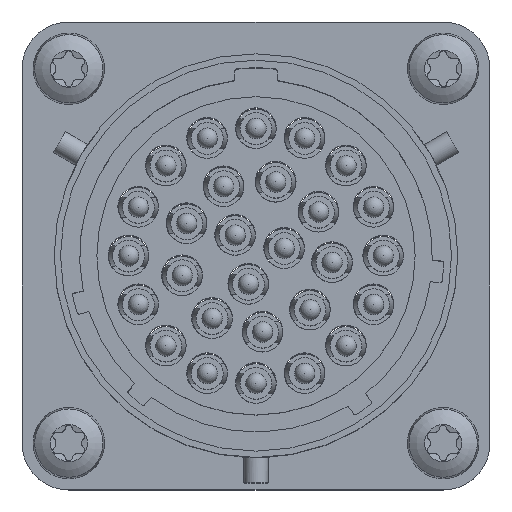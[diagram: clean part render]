
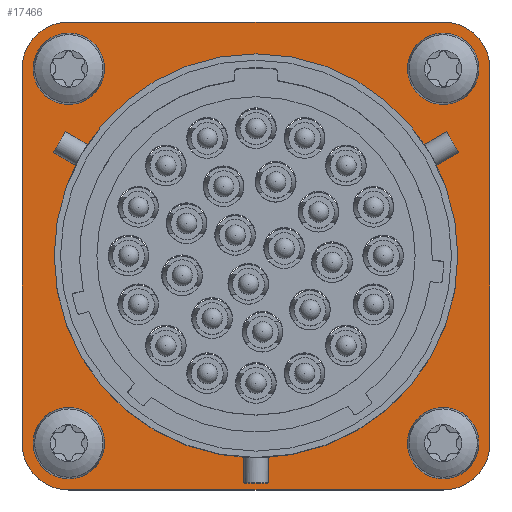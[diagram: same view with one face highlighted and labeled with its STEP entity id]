
A CAD part, top view. The second image highlights one B-rep face of the part: STEP entity #17466.
In plain terms, the highlighted planar face has unit normal (0, 0, 1).
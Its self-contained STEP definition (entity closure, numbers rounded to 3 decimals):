
#511=FACE_BOUND('',#4262,.T.);
#512=FACE_BOUND('',#4263,.T.);
#513=FACE_BOUND('',#4264,.T.);
#514=FACE_BOUND('',#4265,.T.);
#515=FACE_BOUND('',#4266,.T.);
#1541=PLANE('',#19753);
#2659=FACE_OUTER_BOUND('',#4261,.T.);
#4261=EDGE_LOOP('',(#15703,#15704,#15705,#15706,#15707,#15708,#15709,#15710));
#4262=EDGE_LOOP('',(#15711));
#4263=EDGE_LOOP('',(#15712));
#4264=EDGE_LOOP('',(#15713));
#4265=EDGE_LOOP('',(#15714));
#4266=EDGE_LOOP('',(#15715));
#5493=CIRCLE('',#19751,15.85);
#5494=CIRCLE('',#19754,3.675);
#5495=CIRCLE('',#19755,3.675);
#5496=CIRCLE('',#19756,3.675);
#5497=CIRCLE('',#19757,3.675);
#5498=CIRCLE('',#19758,1.6);
#5499=CIRCLE('',#19759,1.6);
#5500=CIRCLE('',#19760,1.6);
#5501=CIRCLE('',#19761,1.6);
#6502=LINE('',#32400,#7476);
#6503=LINE('',#32404,#7477);
#6504=LINE('',#32408,#7478);
#6505=LINE('',#32412,#7479);
#7476=VECTOR('',#25201,29.4);
#7477=VECTOR('',#25204,29.4);
#7478=VECTOR('',#25207,29.4);
#7479=VECTOR('',#25210,29.4);
#9091=VERTEX_POINT('',#32394);
#9092=VERTEX_POINT('',#32398);
#9093=VERTEX_POINT('',#32399);
#9094=VERTEX_POINT('',#32401);
#9095=VERTEX_POINT('',#32403);
#9096=VERTEX_POINT('',#32405);
#9097=VERTEX_POINT('',#32407);
#9098=VERTEX_POINT('',#32409);
#9099=VERTEX_POINT('',#32411);
#9100=VERTEX_POINT('',#32414);
#9101=VERTEX_POINT('',#32416);
#9102=VERTEX_POINT('',#32418);
#9103=VERTEX_POINT('',#32420);
#11341=EDGE_CURVE('',#9091,#9091,#5493,.T.);
#11342=EDGE_CURVE('',#9092,#9093,#6502,.T.);
#11343=EDGE_CURVE('',#9094,#9092,#5494,.T.);
#11344=EDGE_CURVE('',#9095,#9094,#6503,.T.);
#11345=EDGE_CURVE('',#9096,#9095,#5495,.T.);
#11346=EDGE_CURVE('',#9097,#9096,#6504,.T.);
#11347=EDGE_CURVE('',#9098,#9097,#5496,.T.);
#11348=EDGE_CURVE('',#9099,#9098,#6505,.T.);
#11349=EDGE_CURVE('',#9093,#9099,#5497,.T.);
#11350=EDGE_CURVE('',#9100,#9100,#5498,.T.);
#11351=EDGE_CURVE('',#9101,#9101,#5499,.T.);
#11352=EDGE_CURVE('',#9102,#9102,#5500,.T.);
#11353=EDGE_CURVE('',#9103,#9103,#5501,.T.);
#15703=ORIENTED_EDGE('',*,*,#11342,.F.);
#15704=ORIENTED_EDGE('',*,*,#11343,.F.);
#15705=ORIENTED_EDGE('',*,*,#11344,.F.);
#15706=ORIENTED_EDGE('',*,*,#11345,.F.);
#15707=ORIENTED_EDGE('',*,*,#11346,.F.);
#15708=ORIENTED_EDGE('',*,*,#11347,.F.);
#15709=ORIENTED_EDGE('',*,*,#11348,.F.);
#15710=ORIENTED_EDGE('',*,*,#11349,.F.);
#15711=ORIENTED_EDGE('',*,*,#11350,.T.);
#15712=ORIENTED_EDGE('',*,*,#11351,.T.);
#15713=ORIENTED_EDGE('',*,*,#11352,.T.);
#15714=ORIENTED_EDGE('',*,*,#11353,.T.);
#15715=ORIENTED_EDGE('',*,*,#11341,.T.);
#17466=ADVANCED_FACE('',(#2659,#511,#512,#513,#514,#515),#1541,.T.);
#19751=AXIS2_PLACEMENT_3D('',#32395,#25195,#25196);
#19753=AXIS2_PLACEMENT_3D('',#32397,#25199,#25200);
#19754=AXIS2_PLACEMENT_3D('',#32402,#25202,#25203);
#19755=AXIS2_PLACEMENT_3D('',#32406,#25205,#25206);
#19756=AXIS2_PLACEMENT_3D('',#32410,#25208,#25209);
#19757=AXIS2_PLACEMENT_3D('',#32413,#25211,#25212);
#19758=AXIS2_PLACEMENT_3D('',#32415,#25213,#25214);
#19759=AXIS2_PLACEMENT_3D('',#32417,#25215,#25216);
#19760=AXIS2_PLACEMENT_3D('',#32419,#25217,#25218);
#19761=AXIS2_PLACEMENT_3D('',#32421,#25219,#25220);
#25195=DIRECTION('center_axis',(0.,0.,-1.));
#25196=DIRECTION('ref_axis',(1.,0.,0.));
#25199=DIRECTION('center_axis',(0.,0.,1.));
#25200=DIRECTION('ref_axis',(1.,0.,0.));
#25201=DIRECTION('',(0.,-1.,0.));
#25202=DIRECTION('center_axis',(0.,0.,-1.));
#25203=DIRECTION('ref_axis',(0.707,0.707,0.));
#25204=DIRECTION('',(1.,0.,0.));
#25205=DIRECTION('center_axis',(0.,0.,-1.));
#25206=DIRECTION('ref_axis',(-0.707,0.707,0.));
#25207=DIRECTION('',(0.,1.,0.));
#25208=DIRECTION('center_axis',(0.,0.,-1.));
#25209=DIRECTION('ref_axis',(-0.707,-0.707,0.));
#25210=DIRECTION('',(-1.,0.,0.));
#25211=DIRECTION('center_axis',(0.,0.,-1.));
#25212=DIRECTION('ref_axis',(0.707,-0.707,0.));
#25213=DIRECTION('center_axis',(0.,0.,-1.));
#25214=DIRECTION('ref_axis',(1.,0.,0.));
#25215=DIRECTION('center_axis',(0.,0.,-1.));
#25216=DIRECTION('ref_axis',(1.,0.,0.));
#25217=DIRECTION('center_axis',(0.,0.,-1.));
#25218=DIRECTION('ref_axis',(1.,0.,0.));
#25219=DIRECTION('center_axis',(0.,0.,-1.));
#25220=DIRECTION('ref_axis',(1.,0.,0.));
#32394=CARTESIAN_POINT('',(15.85,0.,22.5));
#32395=CARTESIAN_POINT('Origin',(0.,0.,22.5));
#32397=CARTESIAN_POINT('Origin',(0.,0.,22.5));
#32398=CARTESIAN_POINT('',(18.375,14.7,22.5));
#32399=CARTESIAN_POINT('',(18.375,-14.7,22.5));
#32400=CARTESIAN_POINT('',(18.375,-14.7,22.5));
#32401=CARTESIAN_POINT('',(14.7,18.375,22.5));
#32402=CARTESIAN_POINT('Origin',(14.7,14.7,22.5));
#32403=CARTESIAN_POINT('',(-14.7,18.375,22.5));
#32404=CARTESIAN_POINT('',(14.7,18.375,22.5));
#32405=CARTESIAN_POINT('',(-18.375,14.7,22.5));
#32406=CARTESIAN_POINT('Origin',(-14.7,14.7,22.5));
#32407=CARTESIAN_POINT('',(-18.375,-14.7,22.5));
#32408=CARTESIAN_POINT('',(-18.375,14.7,22.5));
#32409=CARTESIAN_POINT('',(-14.7,-18.375,22.5));
#32410=CARTESIAN_POINT('Origin',(-14.7,-14.7,22.5));
#32411=CARTESIAN_POINT('',(14.7,-18.375,22.5));
#32412=CARTESIAN_POINT('',(-14.7,-18.375,22.5));
#32413=CARTESIAN_POINT('Origin',(14.7,-14.7,22.5));
#32414=CARTESIAN_POINT('',(-16.3,-14.7,22.5));
#32415=CARTESIAN_POINT('Origin',(-14.7,-14.7,22.5));
#32416=CARTESIAN_POINT('',(-16.3,14.7,22.5));
#32417=CARTESIAN_POINT('Origin',(-14.7,14.7,22.5));
#32418=CARTESIAN_POINT('',(13.1,14.7,22.5));
#32419=CARTESIAN_POINT('Origin',(14.7,14.7,22.5));
#32420=CARTESIAN_POINT('',(13.1,-14.7,22.5));
#32421=CARTESIAN_POINT('Origin',(14.7,-14.7,22.5));
